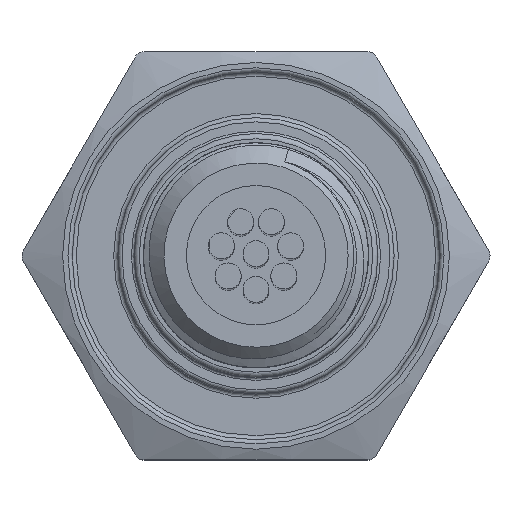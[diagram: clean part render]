
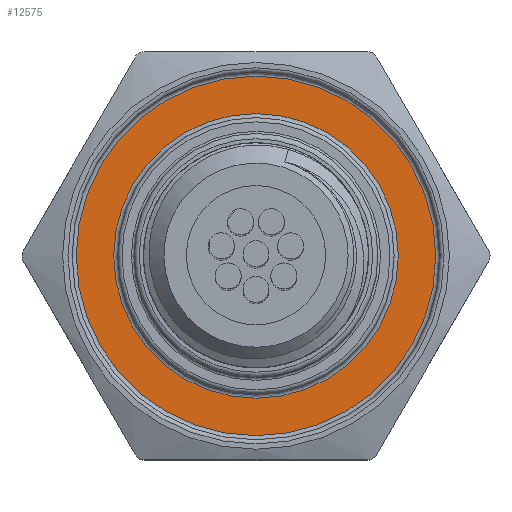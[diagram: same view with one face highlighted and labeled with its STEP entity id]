
A CAD part, top view. The second image highlights one B-rep face of the part: STEP entity #12575.
In plain terms, the highlighted planar face has unit normal (0, 0, 1).
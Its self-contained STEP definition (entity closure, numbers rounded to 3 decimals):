
#404=FACE_BOUND($,#3561,.T.);
#714=CIRCLE($,#13428,8.782);
#717=CIRCLE($,#13432,6.953);
#2717=FACE_OUTER_BOUND($,#3560,.T.);
#3560=EDGE_LOOP($,(#9017));
#3561=EDGE_LOOP($,(#9018));
#5962=VERTEX_POINT($,#19376);
#5965=VERTEX_POINT($,#19383);
#7198=EDGE_CURVE($,#5962,#5962,#714,.T.);
#7201=EDGE_CURVE($,#5965,#5965,#717,.T.);
#9017=ORIENTED_EDGE($,*,*,#7198,.T.);
#9018=ORIENTED_EDGE($,*,*,#7201,.T.);
#12206=PLANE($,#13498);
#12575=ADVANCED_FACE($,(#2717,#404),#12206,.T.);
#13428=AXIS2_PLACEMENT_3D($,#19377,#14764,#14765);
#13432=AXIS2_PLACEMENT_3D($,#19384,#14772,#14773);
#13498=AXIS2_PLACEMENT_3D($,#19800,#14920,#14921);
#14764=DIRECTION('center_axis',(0.,0.,1.));
#14765=DIRECTION('ref_axis',(1.,0.,0.));
#14772=DIRECTION('center_axis',(0.,0.,-1.));
#14773=DIRECTION('ref_axis',(1.,0.,0.));
#14920=DIRECTION('center_axis',(0.,0.,1.));
#14921=DIRECTION('ref_axis',(1.,0.,0.));
#19376=CARTESIAN_POINT('',(8.782,0.,16.129));
#19377=CARTESIAN_POINT('Origin',(0.,0.,16.129));
#19383=CARTESIAN_POINT('',(6.953,0.,16.129));
#19384=CARTESIAN_POINT('Origin',(0.,0.,16.129));
#19800=CARTESIAN_POINT('Origin',(0.,0.,16.129));
